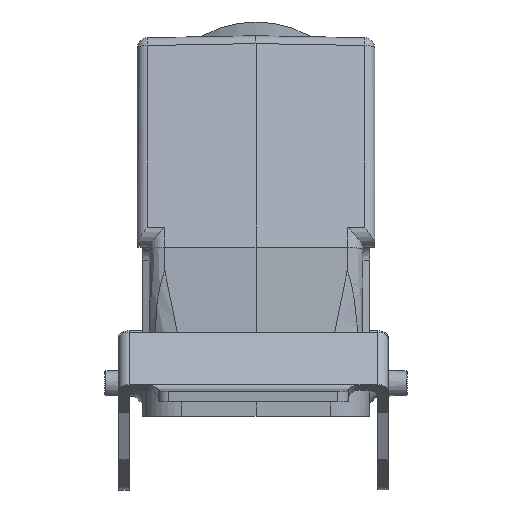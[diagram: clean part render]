
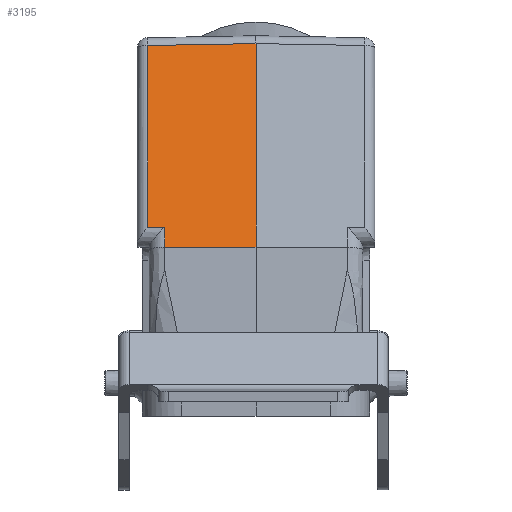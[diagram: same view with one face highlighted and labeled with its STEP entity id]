
A CAD part, left-side view. The second image highlights one B-rep face of the part: STEP entity #3195.
In plain terms, the highlighted planar face has unit normal (-0.966, 0.018, 0.259).
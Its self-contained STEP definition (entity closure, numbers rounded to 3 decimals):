
#960=CARTESIAN_POINT('',(-33.126,20.535,26.592));
#961=VERTEX_POINT('',#960);
#969=CARTESIAN_POINT('',(-23.904,20.535,61.009));
#970=VERTEX_POINT('',#969);
#971=CARTESIAN_POINT('',(-23.904,20.535,61.009));
#972=DIRECTION('',(-0.259,0.0,-0.966));
#973=VECTOR('',#972,35.631);
#974=LINE('',#971,#973);
#975=EDGE_CURVE('',#970,#961,#974,.T.);
#2677=CARTESIAN_POINT('',(-34.5,0.0,22.85));
#2678=VERTEX_POINT('',#2677);
#2687=CARTESIAN_POINT('',(-34.201,17.302,22.799));
#2688=VERTEX_POINT('',#2687);
#2689=CARTESIAN_POINT('',(-34.5,0.,22.85));
#2690=DIRECTION('',(0.017,1.,-0.003));
#2691=VECTOR('',#2690,17.305);
#2692=LINE('',#2689,#2691);
#2693=EDGE_CURVE('',#2678,#2688,#2692,.T.);
#3158=CARTESIAN_POINT('',(-34.381,0.0,23.294));
#3159=DIRECTION('',(-0.966,0.017,0.259));
#3160=DIRECTION('',(0.259,0.,0.966));
#3161=AXIS2_PLACEMENT_3D('',#3158,#3159,#3160);
#3162=PLANE('',#3161);
#3163=CARTESIAN_POINT('',(-33.2,17.302,26.536));
#3164=VERTEX_POINT('',#3163);
#3165=CARTESIAN_POINT('',(-33.2,17.302,26.536));
#3166=DIRECTION('',(0.023,1.,0.017));
#3167=VECTOR('',#3166,3.234);
#3168=LINE('',#3165,#3167);
#3169=EDGE_CURVE('',#3164,#961,#3168,.T.);
#3170=ORIENTED_EDGE('',*,*,#3169,.F.);
#3171=CARTESIAN_POINT('',(-33.2,17.302,26.536));
#3172=DIRECTION('',(-0.259,0.0,-0.966));
#3173=VECTOR('',#3172,3.869);
#3174=LINE('',#3171,#3173);
#3175=EDGE_CURVE('',#3164,#2688,#3174,.T.);
#3176=ORIENTED_EDGE('',*,*,#3175,.T.);
#3177=ORIENTED_EDGE('',*,*,#2693,.F.);
#3178=CARTESIAN_POINT('',(-24.179,0.0,61.368));
#3179=VERTEX_POINT('',#3178);
#3180=CARTESIAN_POINT('',(-24.179,0.0,61.368));
#3181=DIRECTION('',(-0.259,0.0,-0.966));
#3182=VECTOR('',#3181,39.877);
#3183=LINE('',#3180,#3182);
#3184=EDGE_CURVE('',#3179,#2678,#3183,.T.);
#3185=ORIENTED_EDGE('',*,*,#3184,.F.);
#3186=CARTESIAN_POINT('',(-24.179,0.,61.368));
#3187=DIRECTION('',(0.013,1.,-0.017));
#3188=VECTOR('',#3187,20.54);
#3189=LINE('',#3186,#3188);
#3190=EDGE_CURVE('',#3179,#970,#3189,.T.);
#3191=ORIENTED_EDGE('',*,*,#3190,.T.);
#3192=ORIENTED_EDGE('',*,*,#975,.T.);
#3193=EDGE_LOOP('',(#3170,#3176,#3177,#3185,#3191,#3192));
#3194=FACE_OUTER_BOUND('',#3193,.T.);
#3195=ADVANCED_FACE('',(#3194),#3162,.T.);
